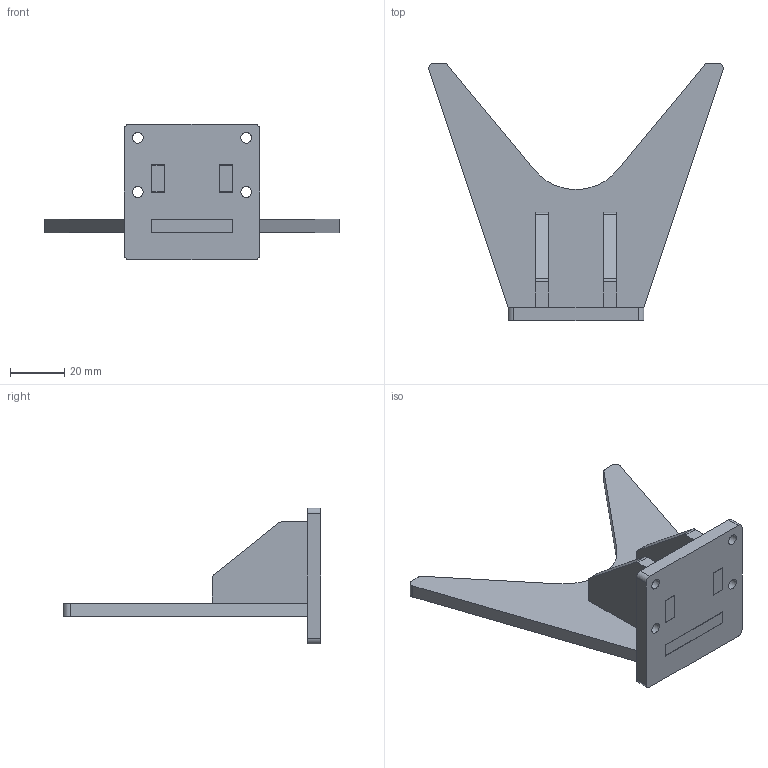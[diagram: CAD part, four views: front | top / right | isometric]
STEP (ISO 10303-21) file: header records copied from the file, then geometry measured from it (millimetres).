
FILE_DESCRIPTION(/* description */ (''),/* implementation_level */ '2;1');
FILE_NAME(/* name */ 'Gripper_Back.step',/* time_stamp */ '2020-04-03T13:54:07+07:00',/* author */ (''),/* organization */ (''),/* preprocessor_version */ 'ST-DEVELOPER v18',/* originating_system */ 'Autodesk Translation Framework v8.12.0.6',/* authorisation */ '');
FILE_SCHEMA (('AUTOMOTIVE_DESIGN { 1 0 10303 214 3 1 1 }'));
Length unit declared in the file: millimetre
Products named in the file (5): BigV; Component4; Component5; Component6; Component6(Mirror)
Assembly tree (4 placements, depth 2):
  BigV
    Component4
    Component5
    Component6
    Component6(Mirror)
Bounding box: 108.45 x 95 x 50 mm (x, y, z)
Volume: 43125.6 mm3; surface area: 22861.4 mm2
Topology: 4 solids, 4 shells, 86 faces, 234 edges, 156 vertices
Faces by surface type: plane 69, cylinder 17
Full cylindrical faces by diameter (mm): 4 x4
Entity records: 2877 total; most frequent: CARTESIAN_POINT 485, ORIENTED_EDGE 468, DIRECTION 458, EDGE_CURVE 234, LINE 200, VECTOR 200, VERTEX_POINT 156, AXIS2_PLACEMENT_3D 129
